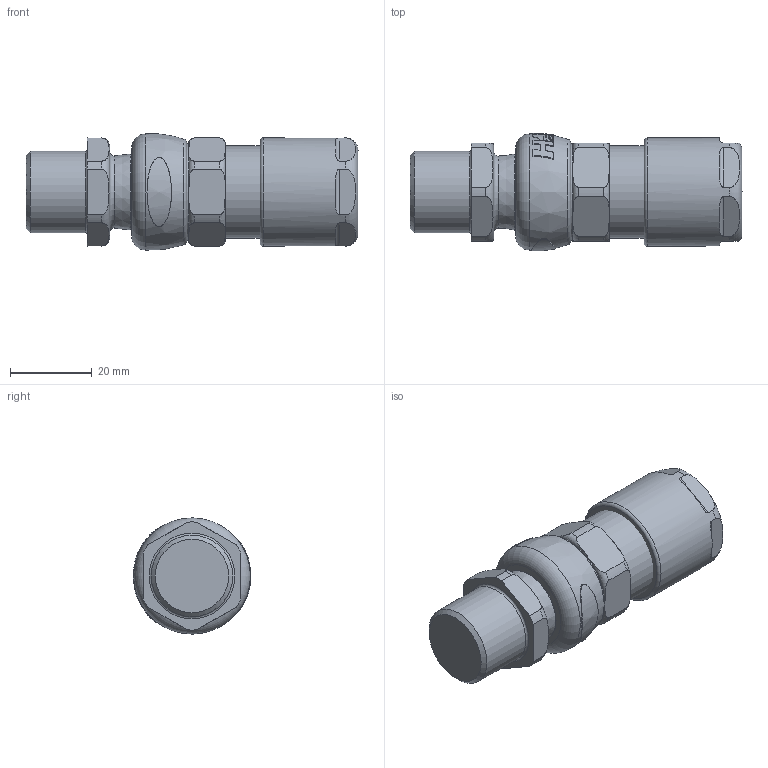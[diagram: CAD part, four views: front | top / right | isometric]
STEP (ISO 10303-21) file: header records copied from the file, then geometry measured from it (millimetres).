
FILE_DESCRIPTION(/* description */ (''),/* implementation_level */ '2;1');
FILE_NAME(/* name */ '501_453_UNIV_X Os.stp',/* time_stamp */ '2020-06-22T16:34:49+05:00',/* author */ ('jgandhi'),/* organization */ (''),/* preprocessor_version */ 'ST-DEVELOPER v18',/* originating_system */ 'Autodesk Inventor 2020',/* authorisation */ '');
FILE_SCHEMA (('AUTOMOTIVE_DESIGN { 1 0 10303 214 3 1 1 }'));
Length unit declared in the file: millimetre
Products named in the file (1): 501_453_UNIV_X 
Bounding box: 81.37 x 28.86 x 28.5 mm (x, y, z)
Volume: 61205.1 mm3; surface area: 21346.4 mm2
Topology: 10 solids, 10 shells, 703 faces, 1944 edges, 1303 vertices
Faces by surface type: plane 258, cylinder 127, torus 121, cone 111, bspline 86
Full cylindrical faces by diameter (mm): 4.5 x1, 12 x1, 12.2 x1, 13.9 x1, 14.7 x2, 15.6 x2, 16 x1, 17.1 x1, 18 x2, 19 x6, 20 x1, 20.638 x1, 22.6 x1, 23 x1, 23.65 x1, 24 x1, 26.5 x1
Entity records: 27577 total; most frequent: CARTESIAN_POINT 9875, ORIENTED_EDGE 3888, DIRECTION 3164, EDGE_CURVE 1944, AXIS2_PLACEMENT_3D 1305, VERTEX_POINT 1303, EDGE_LOOP 749, STYLED_ITEM 713
